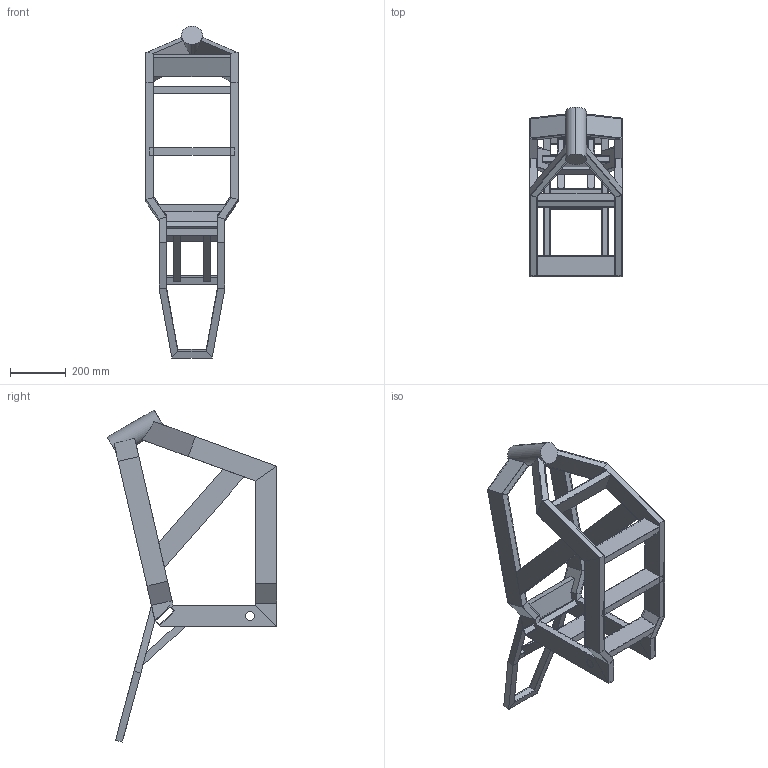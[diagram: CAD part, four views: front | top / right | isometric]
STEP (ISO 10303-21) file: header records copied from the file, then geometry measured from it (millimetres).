
FILE_DESCRIPTION (( 'STEP AP203' ), '1' );
FILE_NAME ('For Victor (AP203).STEP', '2024-01-18T00:57:55', ( '' ), ( '' ), 'SwSTEP 2.0', 'SolidWorks 2023', '' );
FILE_SCHEMA (( 'CONFIG_CONTROL_DESIGN' ));
Length unit declared in the file: millimetre
Products named in the file (1): For Victor (AP203)
Bounding box: 330.8 x 609.7 x 1193.41 mm (x, y, z)
Volume: 5214610.8 mm3; surface area: 2940661.4 mm2
Topology: 38 solids, 38 shells, 414 faces, 1044 edges, 696 vertices
Faces by surface type: plane 400, cylinder 14
Entity records: 12335 total; most frequent: CARTESIAN_POINT 2251, ORIENTED_EDGE 2088, DIRECTION 1862, EDGE_CURVE 1044, VECTOR 992, LINE 992, VERTEX_POINT 696, EDGE_LOOP 486
